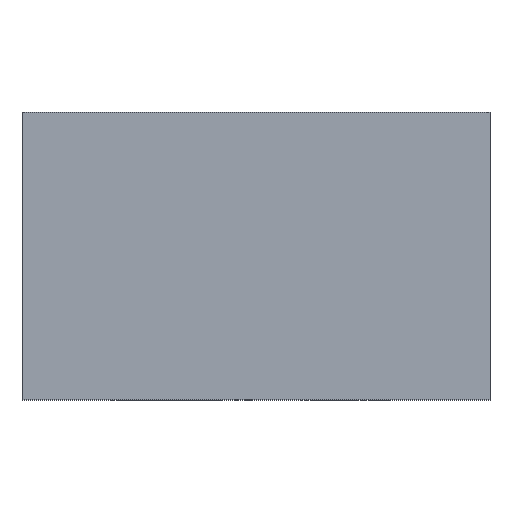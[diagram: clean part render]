
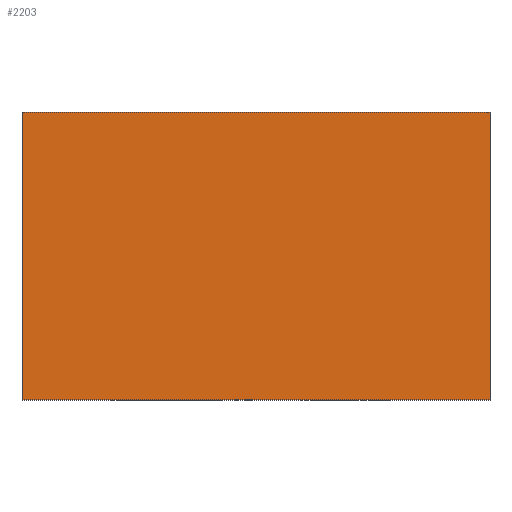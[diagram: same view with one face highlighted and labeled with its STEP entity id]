
A CAD part, front view. The second image highlights one B-rep face of the part: STEP entity #2203.
In plain terms, the highlighted planar face has unit normal (0, -1, 0).
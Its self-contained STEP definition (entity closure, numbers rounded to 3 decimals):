
#200 = DIRECTION ( 'NONE',  ( 1., 0., 0. ) ) ;
#213 = FACE_OUTER_BOUND ( 'NONE', #1321, .T. ) ;
#303 = VECTOR ( 'NONE', #621, 1000. ) ;
#383 = EDGE_CURVE ( 'NONE', #1148, #623, #937, .T. ) ;
#402 = VERTEX_POINT ( 'NONE', #648 ) ;
#409 = DIRECTION ( 'NONE',  ( 0., 0., 1. ) ) ;
#477 = DIRECTION ( 'NONE',  ( -1., 0., 0. ) ) ;
#609 = DIRECTION ( 'NONE',  ( 0., 1., 0. ) ) ;
#621 = DIRECTION ( 'NONE',  ( 0., 0., -1. ) ) ;
#623 = VERTEX_POINT ( 'NONE', #731 ) ;
#648 = CARTESIAN_POINT ( 'NONE',  ( -6.5, -10.75, 9. ) ) ;
#727 = EDGE_CURVE ( 'NONE', #2072, #1148, #979, .T. ) ;
#731 = CARTESIAN_POINT ( 'NONE',  ( 6.5, -10.75, 9. ) ) ;
#742 = CARTESIAN_POINT ( 'NONE',  ( 0., -10.75, 0. ) ) ;
#802 = EDGE_CURVE ( 'NONE', #623, #402, #2264, .T. ) ;
#849 = CARTESIAN_POINT ( 'NONE',  ( 6.5, -10.75, 1. ) ) ;
#856 = ORIENTED_EDGE ( 'NONE', *, *, #727, .T. ) ;
#870 = EDGE_CURVE ( 'NONE', #402, #2072, #1554, .T. ) ;
#937 = LINE ( 'NONE', #1666, #2333 ) ;
#979 = LINE ( 'NONE', #1131, #1036 ) ;
#1036 = VECTOR ( 'NONE', #200, 1000. ) ;
#1131 = CARTESIAN_POINT ( 'NONE',  ( -6.5, -10.75, 1. ) ) ;
#1148 = VERTEX_POINT ( 'NONE', #849 ) ;
#1187 = CARTESIAN_POINT ( 'NONE',  ( -6.5, -10.75, 11.5 ) ) ;
#1321 = EDGE_LOOP ( 'NONE', ( #1993, #1870, #856, #1761 ) ) ;
#1457 = CARTESIAN_POINT ( 'NONE',  ( -6.5, -10.75, 1. ) ) ;
#1554 = LINE ( 'NONE', #1187, #303 ) ;
#1641 = AXIS2_PLACEMENT_3D ( 'NONE', #742, #609, #409 ) ;
#1646 = VECTOR ( 'NONE', #477, 1000. ) ;
#1666 = CARTESIAN_POINT ( 'NONE',  ( 6.5, -10.75, 1. ) ) ;
#1742 = CARTESIAN_POINT ( 'NONE',  ( -1.65, -10.75, 9. ) ) ;
#1761 = ORIENTED_EDGE ( 'NONE', *, *, #383, .T. ) ;
#1870 = ORIENTED_EDGE ( 'NONE', *, *, #870, .T. ) ;
#1993 = ORIENTED_EDGE ( 'NONE', *, *, #802, .T. ) ;
#2053 = PLANE ( 'NONE',  #1641 ) ;
#2072 = VERTEX_POINT ( 'NONE', #1457 ) ;
#2203 = ADVANCED_FACE ( 'NONE', ( #213 ), #2053, .F. ) ;
#2216 = DIRECTION ( 'NONE',  ( 0., 0., 1. ) ) ;
#2264 = LINE ( 'NONE', #1742, #1646 ) ;
#2333 = VECTOR ( 'NONE', #2216, 1000. ) ;
